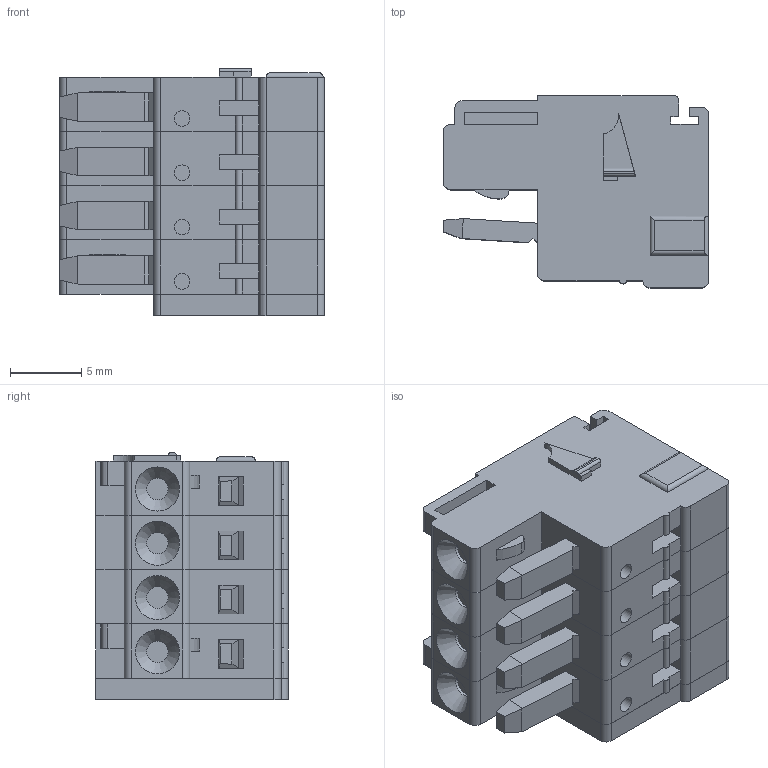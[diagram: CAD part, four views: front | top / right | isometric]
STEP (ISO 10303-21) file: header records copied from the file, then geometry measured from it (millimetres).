
FILE_DESCRIPTION(/* description */ ('Unknown'),/* implementation_level */ '2;1');
FILE_NAME(/* name */ 'MC700-38104..D-20230306',/* time_stamp */ '2023-03-07T15:19:29+08:00',/* author */ ('Unknown'),/* organization */ ('Unknown'),/* preprocessor_version */ 'ST-DEVELOPER v16.7',/* originating_system */ 'DEX',/* authorisation */ $);
FILE_SCHEMA (('AUTOMOTIVE_DESIGN {1 0 10303 214 3 1 1}'));
Length unit declared in the file: millimetre
Products named in the file (1): MC700-38104..D-20230306
Bounding box: 18.6 x 13.5 x 17.34 mm (x, y, z)
Volume: 2855.4 mm3; surface area: 3267.3 mm2
Topology: 3 solids, 3 shells, 424 faces, 1157 edges, 764 vertices
Faces by surface type: plane 335, cylinder 73, bspline 12, cone 4
Full cylindrical faces by diameter (mm): 1.1 x4, 1.5 x4
Entity records: 13874 total; most frequent: CARTESIAN_POINT 3098, ORIENTED_EDGE 2290, DIRECTION 2088, EDGE_CURVE 1145, LINE 956, VECTOR 956, VERTEX_POINT 764, AXIS2_PLACEMENT_3D 566
